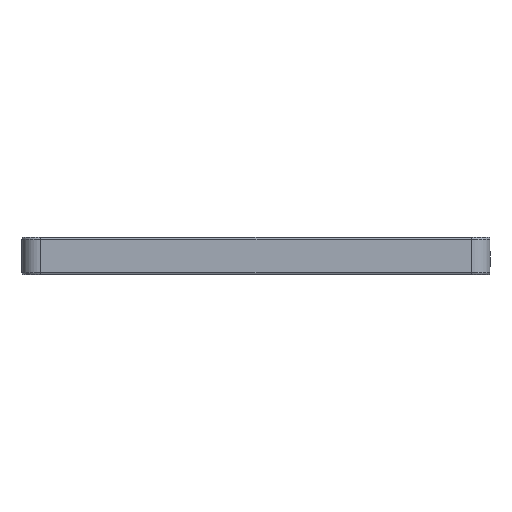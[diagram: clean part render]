
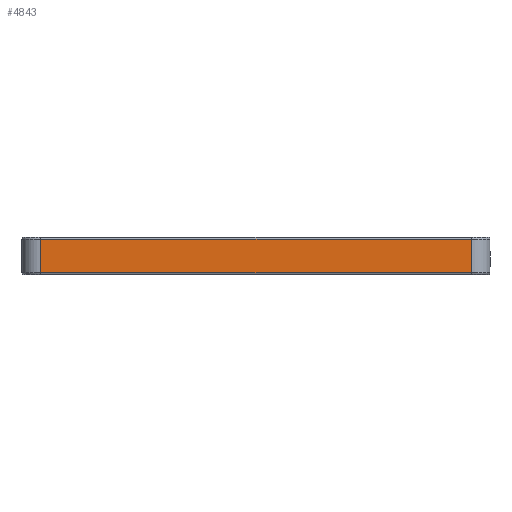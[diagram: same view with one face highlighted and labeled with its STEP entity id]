
A CAD part, left-side view. The second image highlights one B-rep face of the part: STEP entity #4843.
In plain terms, the highlighted planar face has unit normal (-1, 0, 0).
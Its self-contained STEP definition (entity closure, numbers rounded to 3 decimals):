
#904 = CARTESIAN_POINT ( 'NONE',  ( -87.5, 57.5, 9.5 ) ) ;
#1100 = VECTOR ( 'NONE', #7189, 1000. ) ;
#1474 = EDGE_LOOP ( 'NONE', ( #3087, #8157, #8256, #4570 ) ) ;
#1604 = LINE ( 'NONE', #6373, #5473 ) ;
#1631 = CARTESIAN_POINT ( 'NONE',  ( -87.5, -57.5, 0.5 ) ) ;
#1680 = VERTEX_POINT ( 'NONE', #904 ) ;
#1742 = EDGE_CURVE ( 'NONE', #9010, #2538, #7988, .T. ) ;
#1965 = VERTEX_POINT ( 'NONE', #2909 ) ;
#2257 = CARTESIAN_POINT ( 'NONE',  ( -87.5, 57.5, 0.5 ) ) ;
#2538 = VERTEX_POINT ( 'NONE', #7535 ) ;
#2542 = AXIS2_PLACEMENT_3D ( 'NONE', #5157, #2645, #5092 ) ;
#2645 = DIRECTION ( 'NONE',  ( 1., 0., 0. ) ) ;
#2909 = CARTESIAN_POINT ( 'NONE',  ( -87.5, -57.5, 9.5 ) ) ;
#3087 = ORIENTED_EDGE ( 'NONE', *, *, #4924, .T. ) ;
#3625 = CARTESIAN_POINT ( 'NONE',  ( -87.5, 57.5, 10. ) ) ;
#3879 = DIRECTION ( 'NONE',  ( 0., 0., 1. ) ) ;
#4367 = PLANE ( 'NONE',  #2542 ) ;
#4570 = ORIENTED_EDGE ( 'NONE', *, *, #10337, .T. ) ;
#4843 = ADVANCED_FACE ( 'NONE', ( #8110 ), #4367, .F. ) ;
#4924 = EDGE_CURVE ( 'NONE', #1680, #9010, #6191, .T. ) ;
#5092 = DIRECTION ( 'NONE',  ( 0., 0., -1. ) ) ;
#5157 = CARTESIAN_POINT ( 'NONE',  ( -87.5, -62.5, 10. ) ) ;
#5409 = VECTOR ( 'NONE', #10265, 1000. ) ;
#5473 = VECTOR ( 'NONE', #3879, 1000. ) ;
#6191 = LINE ( 'NONE', #3625, #5409 ) ;
#6373 = CARTESIAN_POINT ( 'NONE',  ( -87.5, -57.5, 10. ) ) ;
#6886 = LINE ( 'NONE', #8082, #1100 ) ;
#7189 = DIRECTION ( 'NONE',  ( 0., 1., 0. ) ) ;
#7444 = DIRECTION ( 'NONE',  ( 0., -1., 0. ) ) ;
#7535 = CARTESIAN_POINT ( 'NONE',  ( -87.5, -57.5, 0.5 ) ) ;
#7741 = VECTOR ( 'NONE', #7444, 1000. ) ;
#7988 = LINE ( 'NONE', #1631, #7741 ) ;
#8082 = CARTESIAN_POINT ( 'NONE',  ( -87.5, -62.5, 9.5 ) ) ;
#8110 = FACE_OUTER_BOUND ( 'NONE', #1474, .T. ) ;
#8157 = ORIENTED_EDGE ( 'NONE', *, *, #1742, .T. ) ;
#8256 = ORIENTED_EDGE ( 'NONE', *, *, #8382, .T. ) ;
#8382 = EDGE_CURVE ( 'NONE', #2538, #1965, #1604, .T. ) ;
#9010 = VERTEX_POINT ( 'NONE', #2257 ) ;
#10265 = DIRECTION ( 'NONE',  ( 0., 0., -1. ) ) ;
#10337 = EDGE_CURVE ( 'NONE', #1965, #1680, #6886, .T. ) ;
